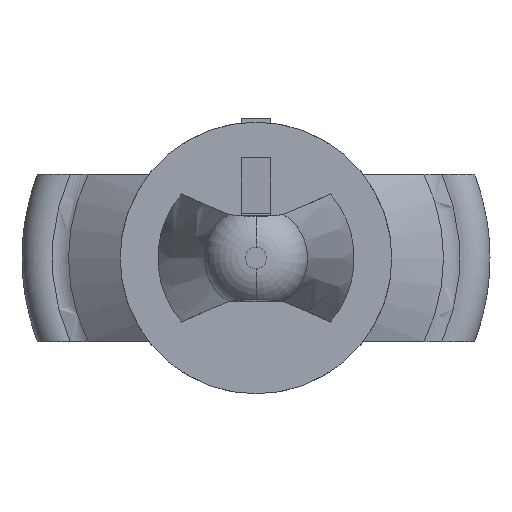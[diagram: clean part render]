
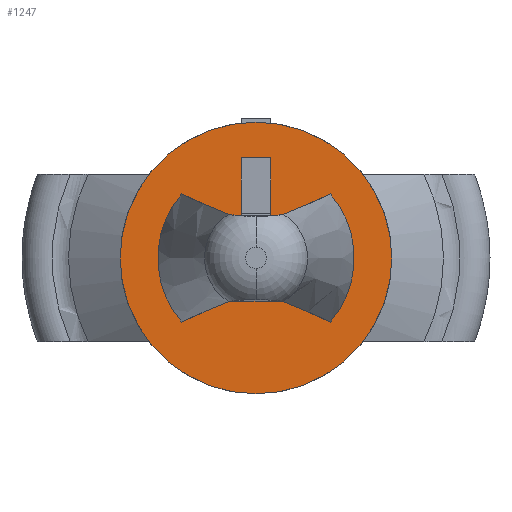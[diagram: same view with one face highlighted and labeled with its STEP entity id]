
A CAD part, left-side view. The second image highlights one B-rep face of the part: STEP entity #1247.
In plain terms, the highlighted planar face has unit normal (-1, 0, 0).
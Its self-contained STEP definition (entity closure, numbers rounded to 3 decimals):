
#122 = CIRCLE ( 'NONE', #3237, 1.428 ) ;
#205 = CARTESIAN_POINT ( 'NONE',  ( -326.275, 269.483, -1.129 ) ) ;
#249 = ORIENTED_EDGE ( 'NONE', *, *, #4269, .F. ) ;
#342 = DIRECTION ( 'NONE',  ( 0., 0., 1. ) ) ;
#429 = DIRECTION ( 'NONE',  ( -1., 0., 0. ) ) ;
#432 = VERTEX_POINT ( 'NONE', #964 ) ;
#676 = CIRCLE ( 'NONE', #5136, 3.25 ) ;
#704 = VERTEX_POINT ( 'NONE', #4146 ) ;
#738 = ORIENTED_EDGE ( 'NONE', *, *, #3035, .F. ) ;
#745 = CARTESIAN_POINT ( 'NONE',  ( -326.275, 271.292, 1.153 ) ) ;
#764 = EDGE_LOOP ( 'NONE', ( #1944, #3333, #738, #249 ) ) ;
#770 = FACE_BOUND ( 'NONE', #1966, .T. ) ;
#792 = VERTEX_POINT ( 'NONE', #205 ) ;
#809 = CARTESIAN_POINT ( 'NONE',  ( -326.275, 270.358, 0. ) ) ;
#834 = CARTESIAN_POINT ( 'NONE',  ( -326.275, 271.806, -1.38 ) ) ;
#841 = CARTESIAN_POINT ( 'NONE',  ( -326.275, 269.424, -1.153 ) ) ;
#964 = CARTESIAN_POINT ( 'NONE',  ( -326.275, 271.233, -1.129 ) ) ;
#978 = EDGE_CURVE ( 'NONE', #2708, #3069, #5041, .T. ) ;
#1055 = EDGE_CURVE ( 'NONE', #704, #4955, #2650, .T. ) ;
#1108 = CARTESIAN_POINT ( 'NONE',  ( -326.275, 268.91, 1.38 ) ) ;
#1124 = B_SPLINE_CURVE_WITH_KNOTS ( 'NONE', 3,
 ( #1252, #841, #1293, #4337, #1752, #4763 ),
 .UNSPECIFIED., .F., .F.,
 ( 4, 1, 1, 4 ),
 ( 0.174, 0.316, 0.658, 0.667 ),
 .UNSPECIFIED. ) ;
#1139 = ORIENTED_EDGE ( 'NONE', *, *, #1055, .F. ) ;
#1246 = EDGE_CURVE ( 'NONE', #4955, #1536, #4485, .T. ) ;
#1247 = ADVANCED_FACE ( 'NONE', ( #770, #4262, #2122 ), #1479, .T. ) ;
#1252 = CARTESIAN_POINT ( 'NONE',  ( -326.275, 269.483, -1.129 ) ) ;
#1293 = CARTESIAN_POINT ( 'NONE',  ( -326.275, 269.231, -1.235 ) ) ;
#1318 = DIRECTION ( 'NONE',  ( -1., 0., 0. ) ) ;
#1360 = DIRECTION ( 'NONE',  ( 0., 0., 1. ) ) ;
#1402 = CARTESIAN_POINT ( 'NONE',  ( -326.275, 270.358, 0. ) ) ;
#1407 = DIRECTION ( 'NONE',  ( -1., 0., 0. ) ) ;
#1413 = DIRECTION ( 'NONE',  ( 0., 0., 1. ) ) ;
#1432 = VERTEX_POINT ( 'NONE', #834 ) ;
#1465 = CARTESIAN_POINT ( 'NONE',  ( -326.275, 271.502, -1.243 ) ) ;
#1479 = PLANE ( 'NONE',  #1652 ) ;
#1533 = CIRCLE ( 'NONE', #4268, 2. ) ;
#1536 = VERTEX_POINT ( 'NONE', #2794 ) ;
#1645 = CARTESIAN_POINT ( 'NONE',  ( -326.275, 271.484, 1.235 ) ) ;
#1652 = AXIS2_PLACEMENT_3D ( 'NONE', #3506, #1407, #1413 ) ;
#1752 = CARTESIAN_POINT ( 'NONE',  ( -326.275, 268.913, -1.378 ) ) ;
#1940 = CARTESIAN_POINT ( 'NONE',  ( -326.275, 271.234, -1.129 ) ) ;
#1944 = ORIENTED_EDGE ( 'NONE', *, *, #2645, .T. ) ;
#1966 = EDGE_LOOP ( 'NONE', ( #4678, #4993, #2484, #1139 ) ) ;
#2024 = VERTEX_POINT ( 'NONE', #3948 ) ;
#2047 = EDGE_LOOP ( 'NONE', ( #4645, #3377 ) ) ;
#2117 = CARTESIAN_POINT ( 'NONE',  ( -326.275, 271.802, 1.379 ) ) ;
#2122 = FACE_OUTER_BOUND ( 'NONE', #2047, .T. ) ;
#2288 = DIRECTION ( 'NONE',  ( 0., 0., 1. ) ) ;
#2309 = DIRECTION ( 'NONE',  ( -1., 0., 0. ) ) ;
#2346 = CARTESIAN_POINT ( 'NONE',  ( -326.275, 270.358, 0. ) ) ;
#2391 = CARTESIAN_POINT ( 'NONE',  ( -326.275, 269.483, 1.129 ) ) ;
#2439 = CARTESIAN_POINT ( 'NONE',  ( -326.275, 269.408, 1.159 ) ) ;
#2451 = AXIS2_PLACEMENT_3D ( 'NONE', #3547, #3528, #3389 ) ;
#2484 = ORIENTED_EDGE ( 'NONE', *, *, #1246, .F. ) ;
#2526 = CARTESIAN_POINT ( 'NONE',  ( -326.275, 269.482, 1.129 ) ) ;
#2587 = B_SPLINE_CURVE_WITH_KNOTS ( 'NONE', 3,
 ( #3804, #745, #1645, #4667, #2117, #5079 ),
 .UNSPECIFIED., .F., .F.,
 ( 4, 1, 1, 4 ),
 ( 0.174, 0.316, 0.658, 0.667 ),
 .UNSPECIFIED. ) ;
#2645 = EDGE_CURVE ( 'NONE', #2024, #432, #122, .T. ) ;
#2650 = CIRCLE ( 'NONE', #4102, 2. ) ;
#2708 = VERTEX_POINT ( 'NONE', #5556 ) ;
#2794 = CARTESIAN_POINT ( 'NONE',  ( -326.275, 269.483, 1.129 ) ) ;
#2895 = CARTESIAN_POINT ( 'NONE',  ( -326.275, 271.806, 1.38 ) ) ;
#2917 = CIRCLE ( 'NONE', #2451, 1.428 ) ;
#2938 = DIRECTION ( 'NONE',  ( 0., 0., 1. ) ) ;
#2949 = AXIS2_PLACEMENT_3D ( 'NONE', #2987, #2970, #2938 ) ;
#2970 = DIRECTION ( 'NONE',  ( -1., 0., 0. ) ) ;
#2987 = CARTESIAN_POINT ( 'NONE',  ( -326.275, 270.358, 0. ) ) ;
#3002 = CARTESIAN_POINT ( 'NONE',  ( -326.275, 269.028, 1.326 ) ) ;
#3035 = EDGE_CURVE ( 'NONE', #5302, #1432, #1533, .T. ) ;
#3049 = CARTESIAN_POINT ( 'NONE',  ( -326.275, 270.358, -3.25 ) ) ;
#3069 = VERTEX_POINT ( 'NONE', #3049 ) ;
#3087 = CARTESIAN_POINT ( 'NONE',  ( -326.275, 270.358, 0. ) ) ;
#3120 = CARTESIAN_POINT ( 'NONE',  ( -326.275, 269.214, 1.243 ) ) ;
#3237 = AXIS2_PLACEMENT_3D ( 'NONE', #1402, #1318, #1360 ) ;
#3333 = ORIENTED_EDGE ( 'NONE', *, *, #3421, .F. ) ;
#3353 = EDGE_CURVE ( 'NONE', #792, #1536, #2917, .T. ) ;
#3377 = ORIENTED_EDGE ( 'NONE', *, *, #3839, .T. ) ;
#3389 = DIRECTION ( 'NONE',  ( 0., 0., 1. ) ) ;
#3421 = EDGE_CURVE ( 'NONE', #1432, #432, #4451, .T. ) ;
#3426 = CARTESIAN_POINT ( 'NONE',  ( -326.275, 268.91, 1.38 ) ) ;
#3438 = DIRECTION ( 'NONE',  ( -1., 0., 0. ) ) ;
#3506 = CARTESIAN_POINT ( 'NONE',  ( -326.275, 267.108, 0. ) ) ;
#3519 = DIRECTION ( 'NONE',  ( 0., 0., 1. ) ) ;
#3528 = DIRECTION ( 'NONE',  ( -1., 0., 0. ) ) ;
#3547 = CARTESIAN_POINT ( 'NONE',  ( -326.275, 270.358, 0. ) ) ;
#3804 = CARTESIAN_POINT ( 'NONE',  ( -326.275, 271.233, 1.129 ) ) ;
#3819 = EDGE_CURVE ( 'NONE', #792, #704, #1124, .T. ) ;
#3839 = EDGE_CURVE ( 'NONE', #3069, #2708, #676, .T. ) ;
#3948 = CARTESIAN_POINT ( 'NONE',  ( -326.275, 271.233, 1.129 ) ) ;
#4078 = CARTESIAN_POINT ( 'NONE',  ( -326.275, 271.688, -1.326 ) ) ;
#4102 = AXIS2_PLACEMENT_3D ( 'NONE', #2346, #2309, #2288 ) ;
#4146 = CARTESIAN_POINT ( 'NONE',  ( -326.275, 268.91, -1.38 ) ) ;
#4262 = FACE_BOUND ( 'NONE', #764, .T. ) ;
#4268 = AXIS2_PLACEMENT_3D ( 'NONE', #809, #3438, #342 ) ;
#4269 = EDGE_CURVE ( 'NONE', #2024, #5302, #2587, .T. ) ;
#4337 = CARTESIAN_POINT ( 'NONE',  ( -326.275, 269.044, -1.319 ) ) ;
#4451 = B_SPLINE_CURVE_WITH_KNOTS ( 'NONE', 3,
 ( #5320, #4078, #1465, #4510, #1940, #4909 ),
 .UNSPECIFIED., .F., .F.,
 ( 4, 1, 1, 4 ),
 ( 0.333, 0.648, 0.824, 0.826 ),
 .UNSPECIFIED. ) ;
#4485 = B_SPLINE_CURVE_WITH_KNOTS ( 'NONE', 3,
 ( #3426, #3002, #3120, #2439, #2526, #2391 ),
 .UNSPECIFIED., .F., .F.,
 ( 4, 1, 1, 4 ),
 ( 0.333, 0.648, 0.824, 0.826 ),
 .UNSPECIFIED. ) ;
#4510 = CARTESIAN_POINT ( 'NONE',  ( -326.275, 271.307, -1.159 ) ) ;
#4645 = ORIENTED_EDGE ( 'NONE', *, *, #978, .T. ) ;
#4667 = CARTESIAN_POINT ( 'NONE',  ( -326.275, 271.672, 1.319 ) ) ;
#4678 = ORIENTED_EDGE ( 'NONE', *, *, #3819, .F. ) ;
#4763 = CARTESIAN_POINT ( 'NONE',  ( -326.275, 268.91, -1.38 ) ) ;
#4909 = CARTESIAN_POINT ( 'NONE',  ( -326.275, 271.233, -1.129 ) ) ;
#4955 = VERTEX_POINT ( 'NONE', #1108 ) ;
#4993 = ORIENTED_EDGE ( 'NONE', *, *, #3353, .T. ) ;
#5041 = CIRCLE ( 'NONE', #2949, 3.25 ) ;
#5079 = CARTESIAN_POINT ( 'NONE',  ( -326.275, 271.806, 1.38 ) ) ;
#5136 = AXIS2_PLACEMENT_3D ( 'NONE', #3087, #429, #3519 ) ;
#5302 = VERTEX_POINT ( 'NONE', #2895 ) ;
#5320 = CARTESIAN_POINT ( 'NONE',  ( -326.275, 271.806, -1.38 ) ) ;
#5556 = CARTESIAN_POINT ( 'NONE',  ( -326.275, 270.358, 3.25 ) ) ;
